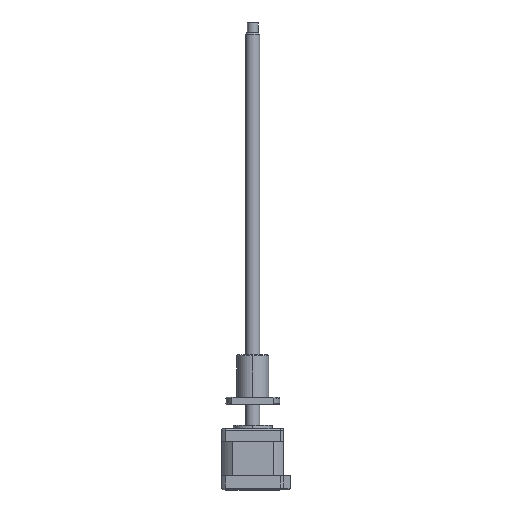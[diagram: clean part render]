
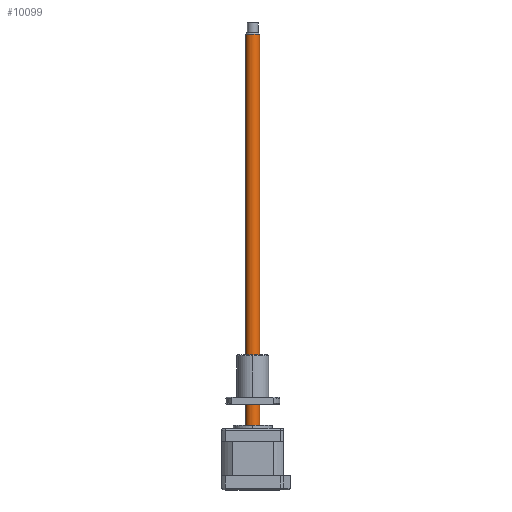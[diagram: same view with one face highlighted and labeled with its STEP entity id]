
A CAD part, top view. The second image highlights one B-rep face of the part: STEP entity #10099.
In plain terms, the highlighted cylindrical face has radius 4 mm (diameter 8 mm), a partial arc.
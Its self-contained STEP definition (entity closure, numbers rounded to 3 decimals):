
#1244 = ORIENTED_EDGE ( 'NONE', *, *, #4538, .T. ) ;
#1383 = VERTEX_POINT ( 'NONE', #32792 ) ;
#3195 = VERTEX_POINT ( 'NONE', #28119 ) ;
#3845 = VECTOR ( 'NONE', #11506, 1000. ) ;
#4538 = EDGE_CURVE ( 'NONE', #19434, #1383, #34481, .T. ) ;
#5595 = EDGE_CURVE ( 'NONE', #19434, #18853, #27141, .T. ) ;
#5779 = EDGE_LOOP ( 'NONE', ( #11464, #1244, #29736, #6059 ) ) ;
#6059 = ORIENTED_EDGE ( 'NONE', *, *, #37182, .F. ) ;
#7050 = DIRECTION ( 'NONE',  ( 1., 0., 0. ) ) ;
#7454 = AXIS2_PLACEMENT_3D ( 'NONE', #16116, #9737, #7050 ) ;
#7901 = EDGE_CURVE ( 'NONE', #1383, #3195, #30570, .T. ) ;
#8125 = CARTESIAN_POINT ( 'NONE',  ( -8.709, 240.993, 16.638 ) ) ;
#8909 = FACE_OUTER_BOUND ( 'NONE', #5779, .T. ) ;
#8984 = DIRECTION ( 'NONE',  ( -1., 0., 0. ) ) ;
#9737 = DIRECTION ( 'NONE',  ( 0., -1., 0. ) ) ;
#10099 = ADVANCED_FACE ( 'NONE', ( #8909 ), #15803, .T. ) ;
#11464 = ORIENTED_EDGE ( 'NONE', *, *, #5595, .F. ) ;
#11506 = DIRECTION ( 'NONE',  ( 0., -1., 0. ) ) ;
#12300 = CIRCLE ( 'NONE', #38548, 4. ) ;
#13195 = CARTESIAN_POINT ( 'NONE',  ( -0.709, 239.993, 16.638 ) ) ;
#13375 = CARTESIAN_POINT ( 'NONE',  ( -0.709, 15.993, 16.638 ) ) ;
#14799 = AXIS2_PLACEMENT_3D ( 'NONE', #27495, #26912, #17638 ) ;
#15070 = DIRECTION ( 'NONE',  ( 0., -1., 0. ) ) ;
#15803 = CYLINDRICAL_SURFACE ( 'NONE', #14799, 4. ) ;
#16116 = CARTESIAN_POINT ( 'NONE',  ( -4.709, 239.993, 16.638 ) ) ;
#17638 = DIRECTION ( 'NONE',  ( -1., 0., 0. ) ) ;
#18344 = DIRECTION ( 'NONE',  ( 0., -1., 0. ) ) ;
#18853 = VERTEX_POINT ( 'NONE', #13375 ) ;
#19030 = CARTESIAN_POINT ( 'NONE',  ( -4.709, 15.993, 16.638 ) ) ;
#19434 = VERTEX_POINT ( 'NONE', #13195 ) ;
#21613 = VECTOR ( 'NONE', #18344, 1000. ) ;
#26912 = DIRECTION ( 'NONE',  ( 0., -1., 0. ) ) ;
#27141 = LINE ( 'NONE', #38369, #3845 ) ;
#27495 = CARTESIAN_POINT ( 'NONE',  ( -4.709, 240.993, 16.638 ) ) ;
#28119 = CARTESIAN_POINT ( 'NONE',  ( -8.709, 15.993, 16.638 ) ) ;
#29736 = ORIENTED_EDGE ( 'NONE', *, *, #7901, .T. ) ;
#30570 = LINE ( 'NONE', #8125, #21613 ) ;
#32792 = CARTESIAN_POINT ( 'NONE',  ( -8.709, 239.993, 16.638 ) ) ;
#34481 = CIRCLE ( 'NONE', #7454, 4. ) ;
#37182 = EDGE_CURVE ( 'NONE', #18853, #3195, #12300, .T. ) ;
#38369 = CARTESIAN_POINT ( 'NONE',  ( -0.709, 240.993, 16.638 ) ) ;
#38548 = AXIS2_PLACEMENT_3D ( 'NONE', #19030, #15070, #8984 ) ;
